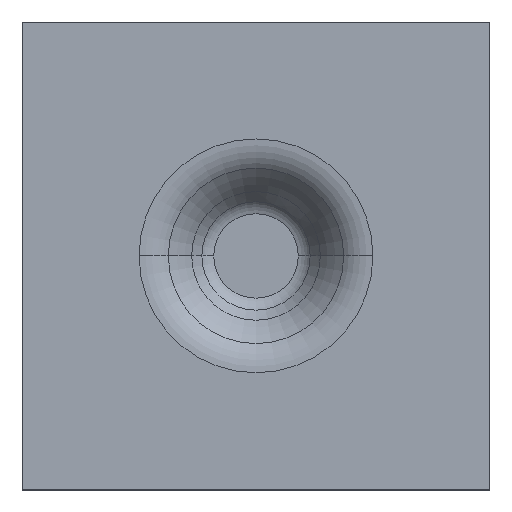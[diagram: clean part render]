
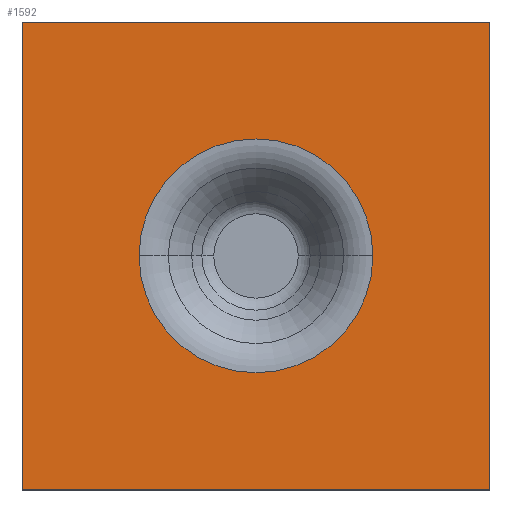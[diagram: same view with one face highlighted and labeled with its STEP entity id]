
A CAD part, top view. The second image highlights one B-rep face of the part: STEP entity #1592.
In plain terms, the highlighted planar face has unit normal (0, 0, 1).
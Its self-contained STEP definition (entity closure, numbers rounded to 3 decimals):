
#1518 = EDGE_CURVE('',#1519,#1521,#1523,.T.);
#1519 = VERTEX_POINT('',#1520);
#1520 = CARTESIAN_POINT('',(-0.5,0.,0.775));
#1521 = VERTEX_POINT('',#1522);
#1522 = CARTESIAN_POINT('',(0.5,0.,0.775));
#1523 = CIRCLE('',#1524,0.5);
#1524 = AXIS2_PLACEMENT_3D('',#1525,#1526,#1527);
#1525 = CARTESIAN_POINT('',(0.,0.,0.775)
  );
#1526 = DIRECTION('',(0.,0.,1.));
#1527 = DIRECTION('',(-1.,0.,0.));
#1592 = ADVANCED_FACE('',(#1593,#1603),#1637,.F.);
#1593 = FACE_BOUND('',#1594,.T.);
#1594 = EDGE_LOOP('',(#1595,#1596));
#1595 = ORIENTED_EDGE('',*,*,#1518,.F.);
#1596 = ORIENTED_EDGE('',*,*,#1597,.F.);
#1597 = EDGE_CURVE('',#1521,#1519,#1598,.T.);
#1598 = CIRCLE('',#1599,0.5);
#1599 = AXIS2_PLACEMENT_3D('',#1600,#1601,#1602);
#1600 = CARTESIAN_POINT('',(0.,0.,0.775)
  );
#1601 = DIRECTION('',(0.,0.,1.));
#1602 = DIRECTION('',(-1.,0.,0.));
#1603 = FACE_BOUND('',#1604,.T.);
#1604 = EDGE_LOOP('',(#1605,#1615,#1623,#1631));
#1605 = ORIENTED_EDGE('',*,*,#1606,.F.);
#1606 = EDGE_CURVE('',#1607,#1609,#1611,.T.);
#1607 = VERTEX_POINT('',#1608);
#1608 = CARTESIAN_POINT('',(-1.,-1.,0.775));
#1609 = VERTEX_POINT('',#1610);
#1610 = CARTESIAN_POINT('',(-1.,1.,0.775));
#1611 = LINE('',#1612,#1613);
#1612 = CARTESIAN_POINT('',(-1.,-1.,0.775));
#1613 = VECTOR('',#1614,1.);
#1614 = DIRECTION('',(0.,1.,0.));
#1615 = ORIENTED_EDGE('',*,*,#1616,.F.);
#1616 = EDGE_CURVE('',#1617,#1607,#1619,.T.);
#1617 = VERTEX_POINT('',#1618);
#1618 = CARTESIAN_POINT('',(1.,-1.,0.775));
#1619 = LINE('',#1620,#1621);
#1620 = CARTESIAN_POINT('',(-1.,-1.,0.775));
#1621 = VECTOR('',#1622,1.);
#1622 = DIRECTION('',(-1.,0.,0.));
#1623 = ORIENTED_EDGE('',*,*,#1624,.F.);
#1624 = EDGE_CURVE('',#1625,#1617,#1627,.T.);
#1625 = VERTEX_POINT('',#1626);
#1626 = CARTESIAN_POINT('',(1.,1.,0.775));
#1627 = LINE('',#1628,#1629);
#1628 = CARTESIAN_POINT('',(1.,-1.,0.775));
#1629 = VECTOR('',#1630,1.);
#1630 = DIRECTION('',(0.,-1.,0.));
#1631 = ORIENTED_EDGE('',*,*,#1632,.F.);
#1632 = EDGE_CURVE('',#1609,#1625,#1633,.T.);
#1633 = LINE('',#1634,#1635);
#1634 = CARTESIAN_POINT('',(-1.,1.,0.775));
#1635 = VECTOR('',#1636,1.);
#1636 = DIRECTION('',(1.,0.,0.));
#1637 = PLANE('',#1638);
#1638 = AXIS2_PLACEMENT_3D('',#1639,#1640,#1641);
#1639 = CARTESIAN_POINT('',(-1.,1.,0.775));
#1640 = DIRECTION('',(0.,0.,-1.));
#1641 = DIRECTION('',(1.,0.,0.));
